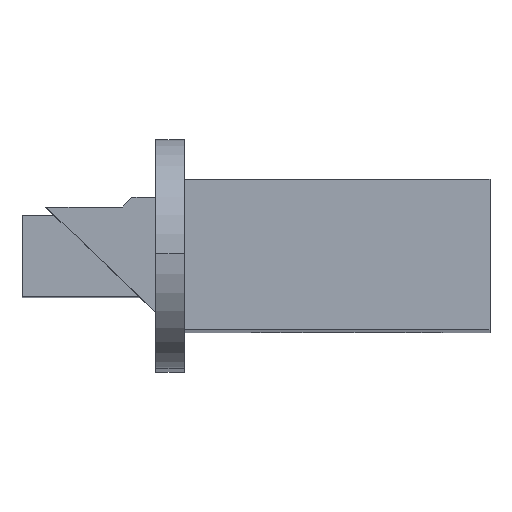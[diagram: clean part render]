
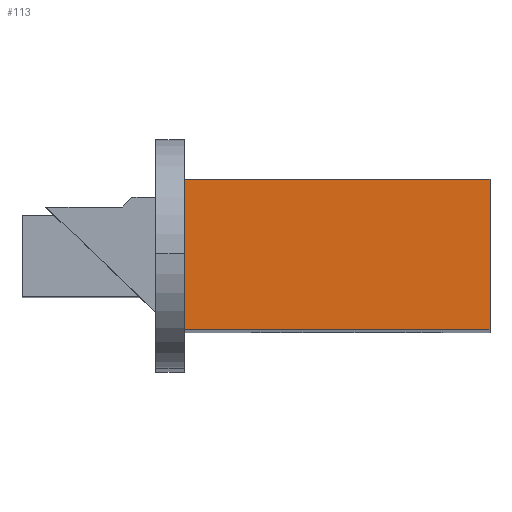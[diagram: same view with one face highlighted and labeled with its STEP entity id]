
A CAD part, top view. The second image highlights one B-rep face of the part: STEP entity #113.
In plain terms, the highlighted planar face has unit normal (0, 0, 1).
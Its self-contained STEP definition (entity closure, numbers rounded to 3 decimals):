
#113=ADVANCED_FACE('',(#233),#234,.T.);
#233=FACE_OUTER_BOUND('',#350,.T.);
#234=PLANE('',#351);
#350=EDGE_LOOP('',(#627,#628,#629,#630));
#351=AXIS2_PLACEMENT_3D('',#631,#632,#633);
#627=ORIENTED_EDGE('',*,*,#710,.T.);
#628=ORIENTED_EDGE('',*,*,#787,.F.);
#629=ORIENTED_EDGE('',*,*,#793,.F.);
#630=ORIENTED_EDGE('',*,*,#761,.T.);
#631=CARTESIAN_POINT('',(35.0,7.875,193.0));
#632=DIRECTION('',(0.,0.,1.0));
#633=DIRECTION('',(1.0,0.,0.0));
#710=EDGE_CURVE('',#846,#850,#852,.T.);
#761=EDGE_CURVE('',#923,#846,#924,.T.);
#787=EDGE_CURVE('',#962,#850,#964,.T.);
#793=EDGE_CURVE('',#923,#962,#973,.T.);
#846=VERTEX_POINT('',#1035);
#850=VERTEX_POINT('',#1041);
#852=LINE('',#1044,#1045);
#923=VERTEX_POINT('',#1147);
#924=LINE('',#1148,#1149);
#962=VERTEX_POINT('',#1204);
#964=LINE('',#1207,#1208);
#973=LINE('',#1219,#1220);
#1035=CARTESIAN_POINT('',(3.,7.875,193.0));
#1041=CARTESIAN_POINT('',(3.,-7.875,193.0));
#1044=CARTESIAN_POINT('',(3.,7.875,193.0));
#1045=VECTOR('',#1278,15.75);
#1147=CARTESIAN_POINT('',(35.0,7.875,193.0));
#1148=CARTESIAN_POINT('',(35.0,7.875,193.0));
#1149=VECTOR('',#1316,32.0);
#1204=CARTESIAN_POINT('',(35.0,-7.875,193.0));
#1207=CARTESIAN_POINT('',(35.0,-7.875,193.0));
#1208=VECTOR('',#1341,32.0);
#1219=CARTESIAN_POINT('',(35.0,7.875,193.0));
#1220=VECTOR('',#1350,15.75);
#1278=DIRECTION('',(0.0,-1.0,0.));
#1316=DIRECTION('',(-1.0,0.,0.));
#1341=DIRECTION('',(-1.0,0.,0.));
#1350=DIRECTION('',(0.0,-1.0,0.));
